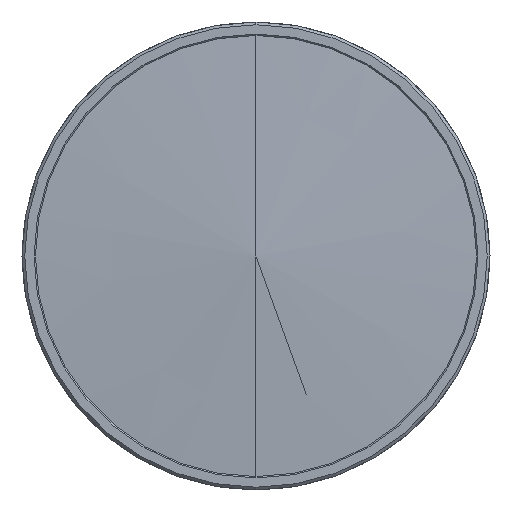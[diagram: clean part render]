
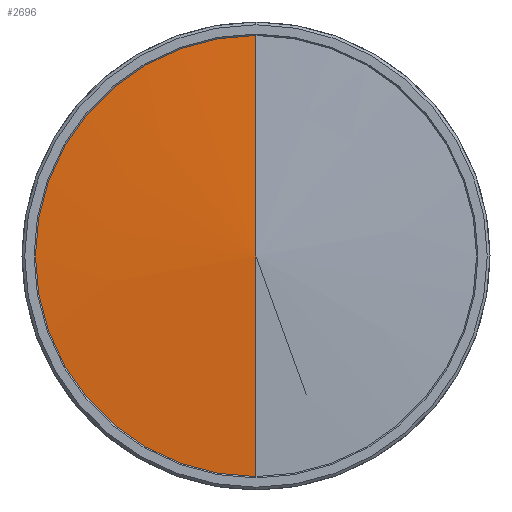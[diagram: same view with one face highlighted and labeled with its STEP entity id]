
A CAD part, left-side view. The second image highlights one B-rep face of the part: STEP entity #2696.
In plain terms, the highlighted conical face has half-angle 86.564 degrees and reference radius 83.01 mm.
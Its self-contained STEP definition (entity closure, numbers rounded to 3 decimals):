
#510 = DIRECTION ( 'NONE',  ( 1., 0., 0. ) ) ;
#958 = CARTESIAN_POINT ( 'NONE',  ( 4.983, 0., 0. ) ) ;
#1124 = DIRECTION ( 'NONE',  ( 0., 0., -1. ) ) ;
#1590 = EDGE_CURVE ( 'NONE', #2877, #2888, #3338, .T. ) ;
#1591 = EDGE_CURVE ( 'NONE', #2758, #2887, #3341, .T. ) ;
#1609 = EDGE_CURVE ( 'NONE', #2887, #2877, #3368, .T. ) ;
#1610 = EDGE_CURVE ( 'NONE', #2758, #2888, #3372, .T. ) ;
#2696 = ADVANCED_FACE ( 'NONE', ( #3775 ), #3783, .T. ) ;
#2758 = VERTEX_POINT ( 'NONE', #4909 ) ;
#2877 = VERTEX_POINT ( 'NONE', #4574 ) ;
#2887 = VERTEX_POINT ( 'NONE', #4398 ) ;
#2888 = VERTEX_POINT ( 'NONE', #4724 ) ;
#3256 = EDGE_LOOP ( 'NONE', ( #5313, #5101, #5251, #5170 ) ) ;
#3338 = CIRCLE ( 'NONE', #5907, 79.65 ) ;
#3341 = LINE ( 'NONE', #4027, #3343 ) ;
#3343 = VECTOR ( 'NONE', #3926, 1000. ) ;
#3368 = CIRCLE ( 'NONE', #5899, 79.65 ) ;
#3372 = LINE ( 'NONE', #4054, #3374 ) ;
#3374 = VECTOR ( 'NONE', #4023, 1000. ) ;
#3775 = FACE_OUTER_BOUND ( 'NONE', #3256, .T. ) ;
#3783 = CONICAL_SURFACE ( 'NONE', #5746, 83.01, 1.511 ) ;
#3909 = CARTESIAN_POINT ( 'NONE',  ( 4.782, 0., 0. ) ) ;
#3926 = DIRECTION ( 'NONE',  ( 0.06, 0., -0.998 ) ) ;
#3937 = DIRECTION ( 'NONE',  ( 1., 0., 0. ) ) ;
#3942 = CARTESIAN_POINT ( 'NONE',  ( 4.782, 0., 0. ) ) ;
#4023 = DIRECTION ( 'NONE',  ( 0.06, 0., 0.998 ) ) ;
#4027 = CARTESIAN_POINT ( 'NONE',  ( 4.983, 0., -83.01 ) ) ;
#4054 = CARTESIAN_POINT ( 'NONE',  ( 4.983, 0., 83.01 ) ) ;
#4065 = DIRECTION ( 'NONE',  ( 0., 0., -1. ) ) ;
#4079 = DIRECTION ( 'NONE',  ( 1., 0., 0. ) ) ;
#4127 = DIRECTION ( 'NONE',  ( 0., 0., -1. ) ) ;
#4398 = CARTESIAN_POINT ( 'NONE',  ( 4.782, 0., -79.65 ) ) ;
#4574 = CARTESIAN_POINT ( 'NONE',  ( 4.782, 79.65, 0. ) ) ;
#4724 = CARTESIAN_POINT ( 'NONE',  ( 4.782, 0., 79.65 ) ) ;
#4909 = CARTESIAN_POINT ( 'NONE',  ( 0., 0., 0. ) ) ;
#5101 = ORIENTED_EDGE ( 'NONE', *, *, #1610, .T. ) ;
#5170 = ORIENTED_EDGE ( 'NONE', *, *, #1609, .F. ) ;
#5251 = ORIENTED_EDGE ( 'NONE', *, *, #1590, .F. ) ;
#5313 = ORIENTED_EDGE ( 'NONE', *, *, #1591, .F. ) ;
#5746 = AXIS2_PLACEMENT_3D ( 'NONE', #958, #510, #1124 ) ;
#5899 = AXIS2_PLACEMENT_3D ( 'NONE', #3942, #3937, #4065 ) ;
#5907 = AXIS2_PLACEMENT_3D ( 'NONE', #3909, #4079, #4127 ) ;
